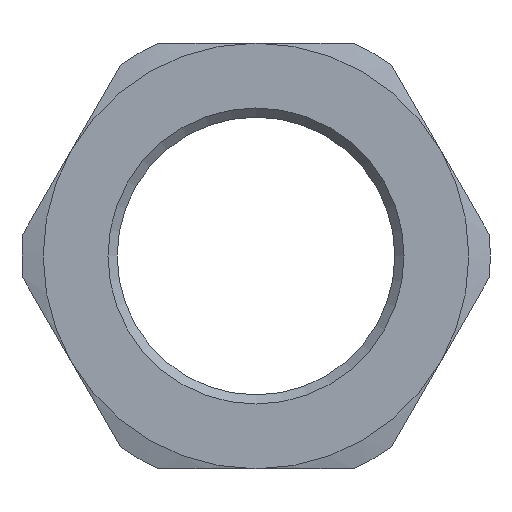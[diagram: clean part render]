
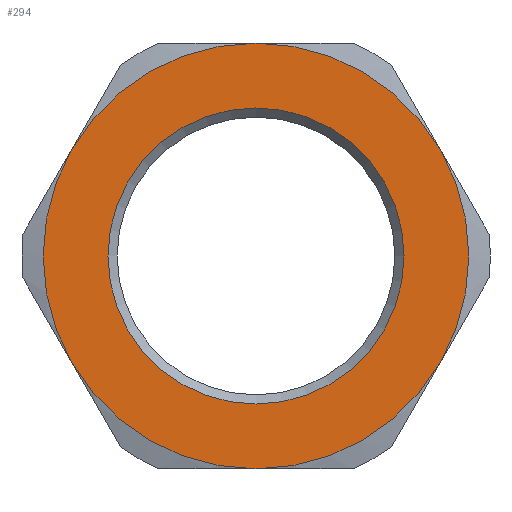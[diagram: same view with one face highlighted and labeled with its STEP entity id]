
A CAD part, left-side view. The second image highlights one B-rep face of the part: STEP entity #294.
In plain terms, the highlighted planar face has unit normal (-1, 0, 0).
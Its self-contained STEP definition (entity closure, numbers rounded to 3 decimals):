
#4 = FACE_OUTER_BOUND ( 'NONE', #231, .T. ) ;
#8 = DIRECTION ( 'NONE',  ( 1., 0., 0. ) ) ;
#9 = CARTESIAN_POINT ( 'NONE',  ( 0., -19.919, -11.5 ) ) ;
#13 = EDGE_LOOP ( 'NONE', ( #446 ) ) ;
#24 = AXIS2_PLACEMENT_3D ( 'NONE', #522, #458, #236 ) ;
#35 = AXIS2_PLACEMENT_3D ( 'NONE', #166, #639, #232 ) ;
#36 = CIRCLE ( 'NONE', #279, 23. ) ;
#43 = CARTESIAN_POINT ( 'NONE',  ( 0., 0., -16. ) ) ;
#48 = CARTESIAN_POINT ( 'NONE',  ( 0., 19.919, -11.5 ) ) ;
#53 = VERTEX_POINT ( 'NONE', #48 ) ;
#65 = EDGE_CURVE ( 'NONE', #717, #53, #830, .T. ) ;
#89 = ORIENTED_EDGE ( 'NONE', *, *, #287, .F. ) ;
#94 = VERTEX_POINT ( 'NONE', #233 ) ;
#133 = VERTEX_POINT ( 'NONE', #9 ) ;
#140 = CARTESIAN_POINT ( 'NONE',  ( 0., 0., 0. ) ) ;
#153 = CIRCLE ( 'NONE', #688, 23. ) ;
#166 = CARTESIAN_POINT ( 'NONE',  ( 0., 0., 0. ) ) ;
#185 = CARTESIAN_POINT ( 'NONE',  ( 0., -19.919, 11.5 ) ) ;
#188 = AXIS2_PLACEMENT_3D ( 'NONE', #140, #611, #204 ) ;
#189 = FACE_BOUND ( 'NONE', #13, .T. ) ;
#204 = DIRECTION ( 'NONE',  ( 0., 0., -1. ) ) ;
#220 = ORIENTED_EDGE ( 'NONE', *, *, #557, .F. ) ;
#231 = EDGE_LOOP ( 'NONE', ( #782, #89, #244, #220, #406, #581 ) ) ;
#232 = DIRECTION ( 'NONE',  ( 0., 0., -1. ) ) ;
#233 = CARTESIAN_POINT ( 'NONE',  ( 0., 19.919, 11.5 ) ) ;
#236 = DIRECTION ( 'NONE',  ( 0., 0., -1. ) ) ;
#244 = ORIENTED_EDGE ( 'NONE', *, *, #429, .F. ) ;
#272 = AXIS2_PLACEMENT_3D ( 'NONE', #515, #583, #452 ) ;
#279 = AXIS2_PLACEMENT_3D ( 'NONE', #412, #871, #481 ) ;
#283 = DIRECTION ( 'NONE',  ( 1., 0., 0. ) ) ;
#287 = EDGE_CURVE ( 'NONE', #133, #717, #378, .T. ) ;
#294 = ADVANCED_FACE ( 'NONE', ( #189, #4 ), #360, .F. ) ;
#315 = VERTEX_POINT ( 'NONE', #43 ) ;
#318 = CARTESIAN_POINT ( 'NONE',  ( 0., 0., 0. ) ) ;
#322 = VERTEX_POINT ( 'NONE', #857 ) ;
#360 = PLANE ( 'NONE',  #704 ) ;
#368 = CARTESIAN_POINT ( 'NONE',  ( 0., 0., -23. ) ) ;
#378 = CIRCLE ( 'NONE', #24, 23. ) ;
#406 = ORIENTED_EDGE ( 'NONE', *, *, #473, .T. ) ;
#412 = CARTESIAN_POINT ( 'NONE',  ( 0., 0., 0. ) ) ;
#417 = CIRCLE ( 'NONE', #188, 23. ) ;
#424 = CARTESIAN_POINT ( 'NONE',  ( 0., 0., 0. ) ) ;
#428 = DIRECTION ( 'NONE',  ( 1., 0., 0. ) ) ;
#429 = EDGE_CURVE ( 'NONE', #706, #133, #417, .T. ) ;
#446 = ORIENTED_EDGE ( 'NONE', *, *, #802, .T. ) ;
#452 = DIRECTION ( 'NONE',  ( 0., 0., -1. ) ) ;
#458 = DIRECTION ( 'NONE',  ( 1., 0., 0. ) ) ;
#473 = EDGE_CURVE ( 'NONE', #322, #94, #36, .T. ) ;
#481 = DIRECTION ( 'NONE',  ( 0., 0., 1. ) ) ;
#491 = DIRECTION ( 'NONE',  ( 0., 0., -1. ) ) ;
#515 = CARTESIAN_POINT ( 'NONE',  ( 0., 0., 0. ) ) ;
#522 = CARTESIAN_POINT ( 'NONE',  ( 0., 0., 0. ) ) ;
#552 = EDGE_CURVE ( 'NONE', #53, #94, #841, .T. ) ;
#557 = EDGE_CURVE ( 'NONE', #322, #706, #153, .T. ) ;
#581 = ORIENTED_EDGE ( 'NONE', *, *, #552, .F. ) ;
#583 = DIRECTION ( 'NONE',  ( 1., 0., 0. ) ) ;
#591 = DIRECTION ( 'NONE',  ( 0., 0., -1. ) ) ;
#602 = AXIS2_PLACEMENT_3D ( 'NONE', #689, #283, #754 ) ;
#611 = DIRECTION ( 'NONE',  ( 1., 0., 0. ) ) ;
#639 = DIRECTION ( 'NONE',  ( 1., 0., 0. ) ) ;
#688 = AXIS2_PLACEMENT_3D ( 'NONE', #424, #8, #491 ) ;
#689 = CARTESIAN_POINT ( 'NONE',  ( 0., 0., 0. ) ) ;
#704 = AXIS2_PLACEMENT_3D ( 'NONE', #318, #428, #591 ) ;
#706 = VERTEX_POINT ( 'NONE', #185 ) ;
#717 = VERTEX_POINT ( 'NONE', #368 ) ;
#754 = DIRECTION ( 'NONE',  ( 0., 0., -1. ) ) ;
#782 = ORIENTED_EDGE ( 'NONE', *, *, #65, .F. ) ;
#802 = EDGE_CURVE ( 'NONE', #315, #315, #863, .T. ) ;
#830 = CIRCLE ( 'NONE', #272, 23. ) ;
#841 = CIRCLE ( 'NONE', #602, 23. ) ;
#857 = CARTESIAN_POINT ( 'NONE',  ( 0., 0., 23. ) ) ;
#863 = CIRCLE ( 'NONE', #35, 16. ) ;
#871 = DIRECTION ( 'NONE',  ( -1., 0., 0. ) ) ;
